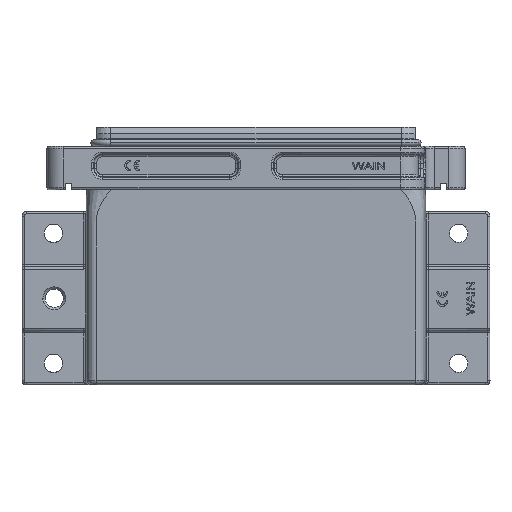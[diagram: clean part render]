
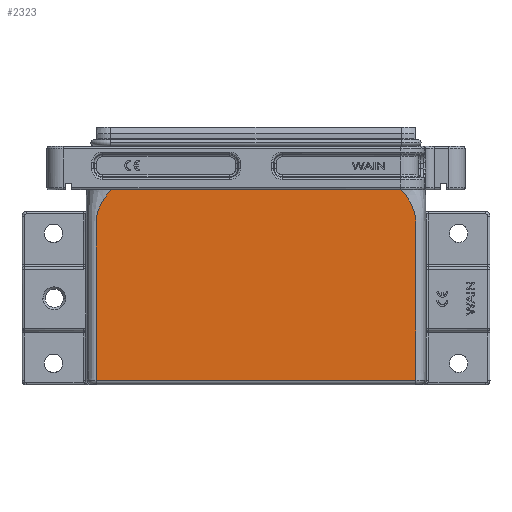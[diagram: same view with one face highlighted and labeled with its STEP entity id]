
A CAD part, top view. The second image highlights one B-rep face of the part: STEP entity #2323.
In plain terms, the highlighted planar face has unit normal (0, 0, 1).
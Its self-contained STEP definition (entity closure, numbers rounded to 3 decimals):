
#1177=FACE_OUTER_BOUND('',#7212,.T.);
#2323=ADVANCED_FACE('NONE',(#1177),#3284,.T.);
#3284=PLANE('',#20703);
#4250=LINE('',#28508,#5538);
#4481=LINE('',#33394,#5769);
#5538=VECTOR('',#22152,1.);
#5769=VECTOR('',#23033,1.);
#7212=EDGE_LOOP('',(#9743,#9744,#9745,#9746));
#9743=ORIENTED_EDGE('',*,*,#17097,.T.);
#9744=ORIENTED_EDGE('',*,*,#17099,.T.);
#9745=ORIENTED_EDGE('',*,*,#17094,.T.);
#9746=ORIENTED_EDGE('',*,*,#16448,.T.);
#14514=VERTEX_POINT('',#28507);
#14515=VERTEX_POINT('',#28509);
#14893=VERTEX_POINT('',#32894);
#14894=VERTEX_POINT('',#32921);
#16448=EDGE_CURVE('NONE',#14515,#14514,#4250,.T.);
#17094=EDGE_CURVE('NONE',#14893,#14515,#19550,.T.);
#17097=EDGE_CURVE('NONE',#14514,#14894,#19551,.T.);
#17099=EDGE_CURVE('NONE',#14894,#14893,#4481,.T.);
#19550=B_SPLINE_CURVE_WITH_KNOTS('',3,(#32942,#32943,#32944,#32945,#32946,
#32947,#32948,#32949,#32950,#32951,#32952,#32953,#32954,#32955,#32956,#32957,
#32958,#32959,#32960,#32961,#32962,#32963,#32964,#32965,#32966,#32967,#32968,
#32969,#32970,#32971,#32972,#32973,#32974,#32975,#32976,#32977,#32978,#32979,
#32980),.UNSPECIFIED.,.F.,.F.,(4,1,1,1,1,1,1,1,1,2,2,1,1,1,1,1,2,2,1,2,
2,2,2,1,2,2,4),(0.,0.25,0.375,0.437,
0.469,0.484,0.492,0.496,
0.498,0.499,0.5,0.562,
0.594,0.609,0.617,0.621,
0.623,0.625,0.633,0.637,
0.641,0.656,0.687,0.719,
0.734,0.75,1.),.UNSPECIFIED.);
#19551=B_SPLINE_CURVE_WITH_KNOTS('',3,(#33153,#33154,#33155,#33156,#33157,
#33158,#33159,#33160,#33161,#33162,#33163,#33164,#33165,#33166,#33167,#33168,
#33169,#33170,#33171,#33172,#33173,#33174,#33175,#33176,#33177,#33178,#33179,
#33180,#33181,#33182,#33183,#33184,#33185,#33186,#33187,#33188,#33189,#33190,
#33191,#33192,#33193,#33194,#33195,#33196,#33197,#33198,#33199,#33200,#33201,
#33202,#33203,#33204,#33205,#33206,#33207,#33208,#33209,#33210,#33211,#33212,
#33213,#33214,#33215,#33216,#33217),.UNSPECIFIED.,.F.,.F.,(4,1,1,1,1,1,
1,1,1,2,2,1,1,1,2,2,1,1,1,2,2,1,1,1,1,1,1,2,2,1,1,1,1,1,1,1,2,2,1,1,1,1,
1,1,1,1,1,1,2,2,4),(0.,0.125,0.188,0.219,
0.234,0.242,0.246,0.248,
0.249,0.25,0.25,0.266,
0.273,0.277,0.279,0.281,
0.297,0.305,0.309,0.311,
0.313,0.328,0.336,0.34,0.342,
0.343,0.343,0.344,0.344,
0.359,0.367,0.371,0.373,
0.374,0.375,0.375,0.375,
0.375,0.438,0.469,0.484,
0.492,0.496,0.498,0.499,0.5,
0.5,0.5,0.5,0.5,1.),
 .UNSPECIFIED.);
#20703=AXIS2_PLACEMENT_3D('',#33396,#23036,#23037);
#22152=DIRECTION('',(-1.,0.,0.));
#23033=DIRECTION('',(1.,0.,0.));
#23036=DIRECTION('',(0.,0.,1.));
#23037=DIRECTION('',(1.,0.,0.));
#28507=CARTESIAN_POINT('',(-66.897,90.,29.));
#28508=CARTESIAN_POINT('',(-78.5,90.,29.));
#28509=CARTESIAN_POINT('',(66.897,90.,29.));
#32894=CARTESIAN_POINT('',(73.837,2.,29.));
#32921=CARTESIAN_POINT('',(-73.837,2.,29.));
#32942=CARTESIAN_POINT('',(73.837,2.,29.));
#32943=CARTESIAN_POINT('',(73.837,12.094,29.));
#32944=CARTESIAN_POINT('',(73.837,27.829,29.));
#32945=CARTESIAN_POINT('',(73.837,47.225,29.));
#32946=CARTESIAN_POINT('',(73.837,57.182,29.));
#32947=CARTESIAN_POINT('',(73.837,62.226,29.));
#32948=CARTESIAN_POINT('',(73.837,64.764,29.));
#32949=CARTESIAN_POINT('',(73.837,66.037,29.));
#32950=CARTESIAN_POINT('',(73.837,66.675,29.));
#32951=CARTESIAN_POINT('',(73.837,66.994,29.));
#32952=CARTESIAN_POINT('',(73.837,67.131,29.));
#32953=CARTESIAN_POINT('',(73.837,67.222,29.));
#32954=CARTESIAN_POINT('',(73.837,67.297,29.));
#32955=CARTESIAN_POINT('',(73.837,68.362,29.));
#32956=CARTESIAN_POINT('',(73.837,69.935,29.));
#32957=CARTESIAN_POINT('',(73.836,71.771,29.));
#32958=CARTESIAN_POINT('',(73.836,72.689,29.));
#32959=CARTESIAN_POINT('',(73.836,73.148,29.));
#32960=CARTESIAN_POINT('',(73.836,73.377,29.));
#32961=CARTESIAN_POINT('',(73.836,73.476,29.));
#32962=CARTESIAN_POINT('',(73.836,73.541,29.));
#32963=CARTESIAN_POINT('',(73.836,73.606,29.));
#32964=CARTESIAN_POINT('',(73.836,73.61,29.));
#32965=CARTESIAN_POINT('',(73.837,73.692,29.));
#32966=CARTESIAN_POINT('',(73.837,73.888,29.));
#32967=CARTESIAN_POINT('',(73.837,74.045,29.));
#32968=CARTESIAN_POINT('',(73.838,74.178,29.));
#32969=CARTESIAN_POINT('',(73.838,74.484,29.));
#32970=CARTESIAN_POINT('',(73.838,74.639,29.));
#32971=CARTESIAN_POINT('',(73.831,75.232,29.));
#32972=CARTESIAN_POINT('',(73.819,75.56,29.));
#32973=CARTESIAN_POINT('',(73.759,76.367,29.));
#32974=CARTESIAN_POINT('',(73.692,76.973,29.));
#32975=CARTESIAN_POINT('',(73.592,77.58,29.));
#32976=CARTESIAN_POINT('',(73.518,77.985,29.));
#32977=CARTESIAN_POINT('',(73.486,78.149,29.));
#32978=CARTESIAN_POINT('',(72.586,82.26,29.));
#32979=CARTESIAN_POINT('',(70.408,86.13,29.));
#32980=CARTESIAN_POINT('',(66.897,90.,29.));
#33153=CARTESIAN_POINT('',(-66.897,90.,29.));
#33154=CARTESIAN_POINT('',(-68.645,88.073,29.));
#33155=CARTESIAN_POINT('',(-70.771,85.184,29.));
#33156=CARTESIAN_POINT('',(-72.385,81.813,29.));
#33157=CARTESIAN_POINT('',(-72.976,80.127,29.));
#33158=CARTESIAN_POINT('',(-73.217,79.285,29.));
#33159=CARTESIAN_POINT('',(-73.324,78.863,29.));
#33160=CARTESIAN_POINT('',(-73.374,78.653,29.));
#33161=CARTESIAN_POINT('',(-73.398,78.547,29.));
#33162=CARTESIAN_POINT('',(-73.41,78.495,29.));
#33163=CARTESIAN_POINT('',(-73.415,78.472,29.));
#33164=CARTESIAN_POINT('',(-73.419,78.457,29.));
#33165=CARTESIAN_POINT('',(-73.42,78.448,29.));
#33166=CARTESIAN_POINT('',(-73.467,78.241,29.));
#33167=CARTESIAN_POINT('',(-73.529,77.935,29.));
#33168=CARTESIAN_POINT('',(-73.593,77.57,29.));
#33169=CARTESIAN_POINT('',(-73.622,77.386,29.));
#33170=CARTESIAN_POINT('',(-73.635,77.306,29.));
#33171=CARTESIAN_POINT('',(-73.643,77.253,29.));
#33172=CARTESIAN_POINT('',(-73.647,77.225,29.));
#33173=CARTESIAN_POINT('',(-73.681,76.997,29.));
#33174=CARTESIAN_POINT('',(-73.72,76.698,29.));
#33175=CARTESIAN_POINT('',(-73.756,76.358,29.));
#33176=CARTESIAN_POINT('',(-73.772,76.19,29.));
#33177=CARTESIAN_POINT('',(-73.778,76.118,29.));
#33178=CARTESIAN_POINT('',(-73.782,76.071,29.));
#33179=CARTESIAN_POINT('',(-73.784,76.045,29.));
#33180=CARTESIAN_POINT('',(-73.799,75.851,29.));
#33181=CARTESIAN_POINT('',(-73.815,75.58,29.));
#33182=CARTESIAN_POINT('',(-73.827,75.242,29.));
#33183=CARTESIAN_POINT('',(-73.831,75.067,29.));
#33184=CARTESIAN_POINT('',(-73.833,74.978,29.));
#33185=CARTESIAN_POINT('',(-73.833,74.933,29.));
#33186=CARTESIAN_POINT('',(-73.834,74.91,29.));
#33187=CARTESIAN_POINT('',(-73.834,74.901,29.));
#33188=CARTESIAN_POINT('',(-73.834,74.894,29.));
#33189=CARTESIAN_POINT('',(-73.834,74.89,29.));
#33190=CARTESIAN_POINT('',(-73.836,74.774,29.));
#33191=CARTESIAN_POINT('',(-73.837,74.535,29.));
#33192=CARTESIAN_POINT('',(-73.838,74.135,29.));
#33193=CARTESIAN_POINT('',(-73.837,73.905,29.));
#33194=CARTESIAN_POINT('',(-73.837,73.782,29.));
#33195=CARTESIAN_POINT('',(-73.837,73.719,29.));
#33196=CARTESIAN_POINT('',(-73.837,73.687,29.));
#33197=CARTESIAN_POINT('',(-73.837,73.671,29.));
#33198=CARTESIAN_POINT('',(-73.837,73.664,29.));
#33199=CARTESIAN_POINT('',(-73.837,73.659,29.));
#33200=CARTESIAN_POINT('',(-73.837,73.655,29.));
#33201=CARTESIAN_POINT('',(-73.837,73.583,29.));
#33202=CARTESIAN_POINT('',(-73.837,72.741,29.));
#33203=CARTESIAN_POINT('',(-73.837,70.469,29.));
#33204=CARTESIAN_POINT('',(-73.837,69.011,29.));
#33205=CARTESIAN_POINT('',(-73.837,68.201,29.));
#33206=CARTESIAN_POINT('',(-73.837,67.776,29.));
#33207=CARTESIAN_POINT('',(-73.837,67.559,29.));
#33208=CARTESIAN_POINT('',(-73.837,67.449,29.));
#33209=CARTESIAN_POINT('',(-73.837,67.393,29.));
#33210=CARTESIAN_POINT('',(-73.837,67.366,29.));
#33211=CARTESIAN_POINT('',(-73.837,67.352,29.));
#33212=CARTESIAN_POINT('',(-73.837,67.346,29.));
#33213=CARTESIAN_POINT('',(-73.837,67.342,29.));
#33214=CARTESIAN_POINT('',(-73.837,67.338,29.));
#33215=CARTESIAN_POINT('',(-73.837,66.587,29.));
#33216=CARTESIAN_POINT('',(-73.837,44.808,29.));
#33217=CARTESIAN_POINT('',(-73.837,2.,29.));
#33394=CARTESIAN_POINT('',(-78.5,2.,29.));
#33396=CARTESIAN_POINT('',(-78.5,0.,29.));
